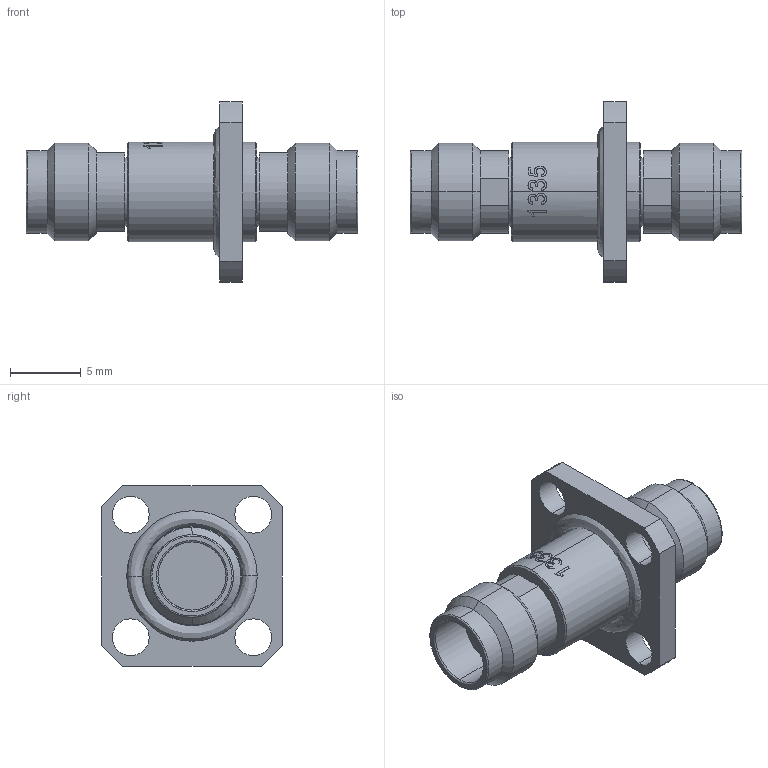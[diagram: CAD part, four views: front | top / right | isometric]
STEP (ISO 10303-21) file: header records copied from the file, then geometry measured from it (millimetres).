
FILE_DESCRIPTION (( 'STEP AP214' ), '1' );
FILE_NAME ('PE1335_3D.STEP', '2022-12-12T17:42:05', ( '' ), ( '' ), 'SwSTEP 2.0', 'SolidWorks 2022', '' );
FILE_SCHEMA (( 'AUTOMOTIVE_DESIGN' ));
Length unit declared in the file: inch
Products named in the file (3): Copy of SMA8105-4^PE1335; Copy of ADS-24-8-24-8-P4-GB^PE1335; PE1335_3D
Assembly tree (2 placements, depth 2):
  PE1335_3D
    Copy of ADS-24-8-24-8-P4-GB^PE1335
    Copy of SMA8105-4^PE1335
Bounding box: 23.4 x 12.7 x 12.7 mm (x, y, z)
Volume: 830.9 mm3; surface area: 1105.5 mm2
Topology: 2 solids, 2 shells, 146 faces, 375 edges, 244 vertices
Faces by surface type: bspline 61, cylinder 42, plane 31, cone 12
Entity records: 7839 total; most frequent: CARTESIAN_POINT 4561, ORIENTED_EDGE 750, DIRECTION 511, EDGE_CURVE 375, VERTEX_POINT 244, AXIS2_PLACEMENT_3D 212, EDGE_LOOP 167, B_SPLINE_CURVE_WITH_KNOTS 160
